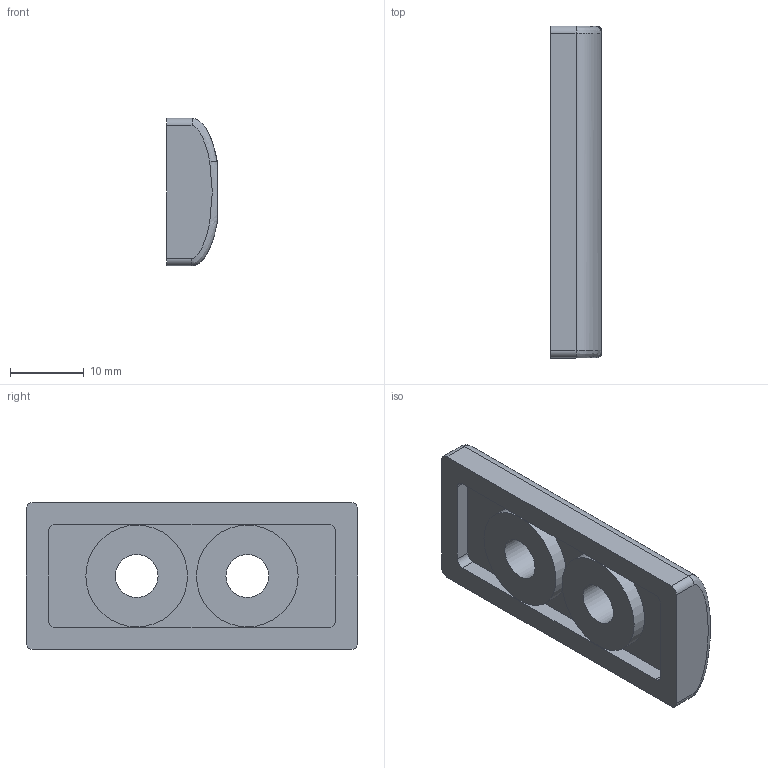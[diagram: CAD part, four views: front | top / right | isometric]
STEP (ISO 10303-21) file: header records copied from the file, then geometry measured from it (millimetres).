
FILE_DESCRIPTION(/* description */ ('','CAx-IF Rec.Pracs.---Representation and Presentation of Product Manufacturing Information (PMI)---4.0---2014-10-13'),/* implementation_level */ '2;1');
FILE_NAME(/* name */ 'BATTERY_BKT_SIDE v9.step',/* time_stamp */ '2024-12-28T11:12:41+09:00',/* author */ (''),/* organization */ (''),/* preprocessor_version */ 'ST-DEVELOPER v20',/* originating_system */ 'Autodesk Translation Framework v13.20.0.188',/* authorisation */ '');
FILE_SCHEMA (('AP242_MANAGED_MODEL_BASED_3D_ENGINEERING_MIM_LF { 1 0 10303 442 1 1 4 }'));
Length unit declared in the file: millimetre
Products named in the file (1): BATTERY_BKT_SIDE
Bounding box: 6.8 x 45 x 20 mm (x, y, z)
Volume: 4759.7 mm3; surface area: 2977.3 mm2
Topology: 1 solids, 1 shells, 31 faces, 72 edges, 46 vertices
Faces by surface type: plane 13, cylinder 12, bspline 6
Full cylindrical faces by diameter (mm): 5.8 x2, 13.8 x2
Entity records: 1350 total; most frequent: CARTESIAN_POINT 615, ORIENTED_EDGE 144, DIRECTION 140, EDGE_CURVE 72, AXIS2_PLACEMENT_3D 52, VERTEX_POINT 46, EDGE_LOOP 38, LINE 36
